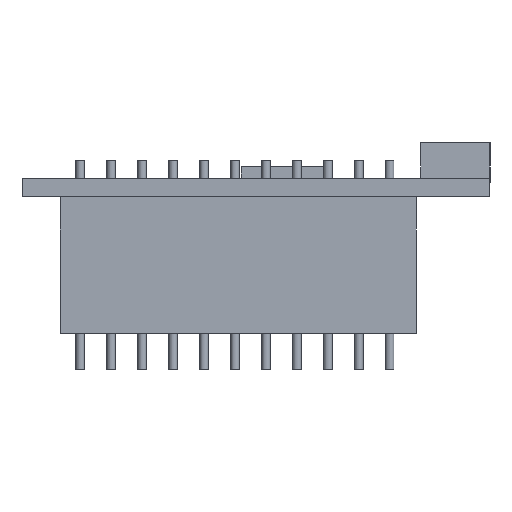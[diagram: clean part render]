
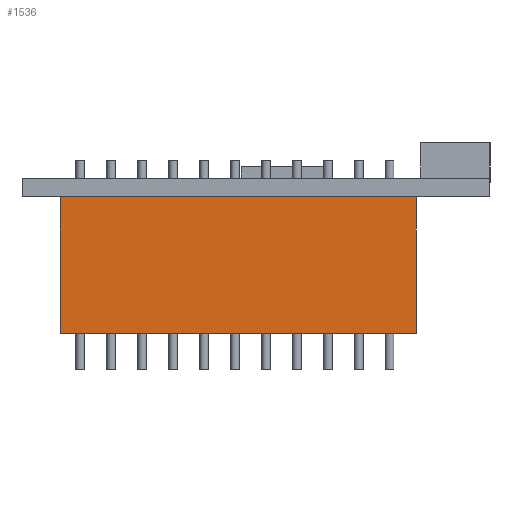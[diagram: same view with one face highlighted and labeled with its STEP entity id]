
A CAD part, front view. The second image highlights one B-rep face of the part: STEP entity #1536.
In plain terms, the highlighted face is planar.
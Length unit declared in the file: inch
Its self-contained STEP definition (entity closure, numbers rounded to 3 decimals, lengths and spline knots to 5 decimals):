
#148=PLANE('',#1783);
#239=FACE_OUTER_BOUND('',#405,.T.);
#405=EDGE_LOOP('',(#1394,#1395,#1396,#1397));
#490=LINE('',#2660,#586);
#494=LINE('',#2668,#590);
#497=LINE('',#2674,#593);
#500=LINE('',#2679,#596);
#586=VECTOR('',#2241,0.3937);
#590=VECTOR('',#2247,0.3937);
#593=VECTOR('',#2252,0.3937);
#596=VECTOR('',#2257,0.3937);
#814=VERTEX_POINT('',#2658);
#815=VERTEX_POINT('',#2659);
#818=VERTEX_POINT('',#2667);
#820=VERTEX_POINT('',#2673);
#1002=EDGE_CURVE('',#814,#815,#490,.T.);
#1006=EDGE_CURVE('',#818,#814,#494,.T.);
#1009=EDGE_CURVE('',#820,#818,#497,.T.);
#1012=EDGE_CURVE('',#815,#820,#500,.T.);
#1394=ORIENTED_EDGE('',*,*,#1012,.F.);
#1395=ORIENTED_EDGE('',*,*,#1002,.F.);
#1396=ORIENTED_EDGE('',*,*,#1006,.F.);
#1397=ORIENTED_EDGE('',*,*,#1009,.F.);
#1536=ADVANCED_FACE('',(#239),#148,.F.);
#1783=AXIS2_PLACEMENT_3D('',#2682,#2261,#2262);
#2241=DIRECTION('',(0.,-1.,0.));
#2247=DIRECTION('',(-1.,0.,0.));
#2252=DIRECTION('',(0.,1.,0.));
#2257=DIRECTION('',(1.,0.,0.));
#2261=DIRECTION('center_axis',(0.,0.,1.));
#2262=DIRECTION('ref_axis',(1.,0.,0.));
#2658=CARTESIAN_POINT('',(0.,0.441,0.));
#2659=CARTESIAN_POINT('',(0.,0.,0.));
#2660=CARTESIAN_POINT('',(0.,0.441,0.));
#2667=CARTESIAN_POINT('',(1.15,0.441,0.));
#2668=CARTESIAN_POINT('',(1.15,0.441,0.));
#2673=CARTESIAN_POINT('',(1.15,0.,0.));
#2674=CARTESIAN_POINT('',(1.15,0.,0.));
#2679=CARTESIAN_POINT('',(0.,0.,0.));
#2682=CARTESIAN_POINT('Origin',(0.575,0.2205,0.));
